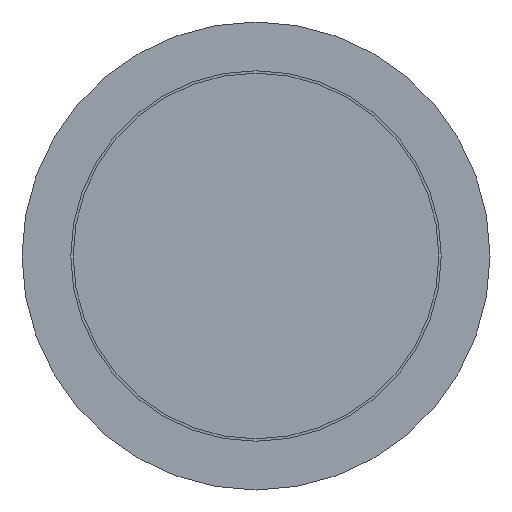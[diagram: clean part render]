
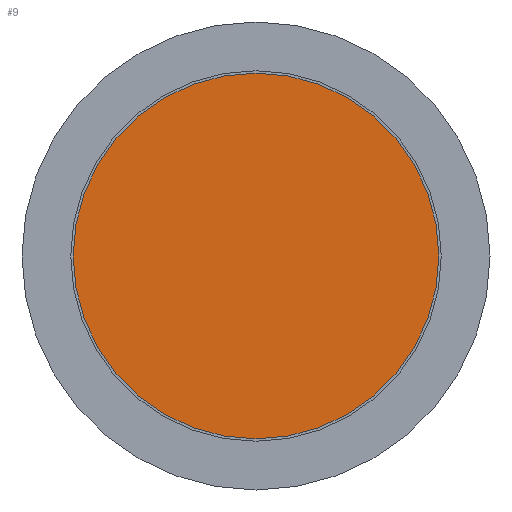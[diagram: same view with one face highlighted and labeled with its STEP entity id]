
A CAD part, front view. The second image highlights one B-rep face of the part: STEP entity #9.
In plain terms, the highlighted planar face has unit normal (0, -1, 0).
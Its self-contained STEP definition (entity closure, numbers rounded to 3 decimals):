
#9 = ADVANCED_FACE ( 'NONE', ( #181 ), #484, .F. ) ;
#42 = DIRECTION ( 'NONE',  ( 0., -1., 0. ) ) ;
#101 = AXIS2_PLACEMENT_3D ( 'NONE', #467, #42, #293 ) ;
#102 = DIRECTION ( 'NONE',  ( 0., 1., 0. ) ) ;
#127 = ORIENTED_EDGE ( 'NONE', *, *, #537, .T. ) ;
#142 = CARTESIAN_POINT ( 'NONE',  ( -18.75, 0., 0. ) ) ;
#149 = DIRECTION ( 'NONE',  ( 0., 0., 1. ) ) ;
#181 = FACE_OUTER_BOUND ( 'NONE', #252, .T. ) ;
#252 = EDGE_LOOP ( 'NONE', ( #127 ) ) ;
#293 = DIRECTION ( 'NONE',  ( 0., 0., -1. ) ) ;
#298 = AXIS2_PLACEMENT_3D ( 'NONE', #142, #102, #149 ) ;
#317 = CARTESIAN_POINT ( 'NONE',  ( 0., 0., -18.75 ) ) ;
#402 = VERTEX_POINT ( 'NONE', #317 ) ;
#456 = CIRCLE ( 'NONE', #101, 18.75 ) ;
#467 = CARTESIAN_POINT ( 'NONE',  ( 0., 0., 0. ) ) ;
#484 = PLANE ( 'NONE',  #298 ) ;
#537 = EDGE_CURVE ( 'NONE', #402, #402, #456, .T. ) ;
